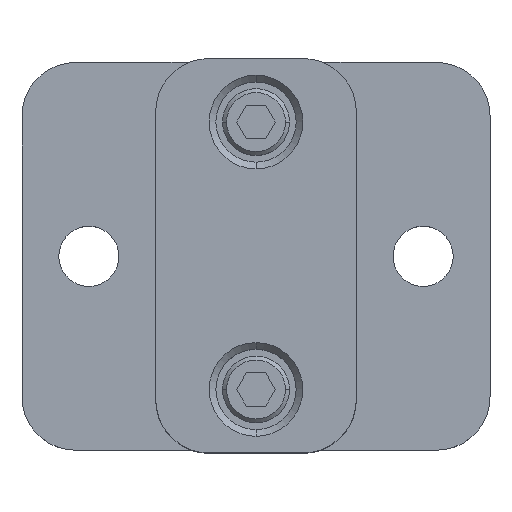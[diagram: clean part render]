
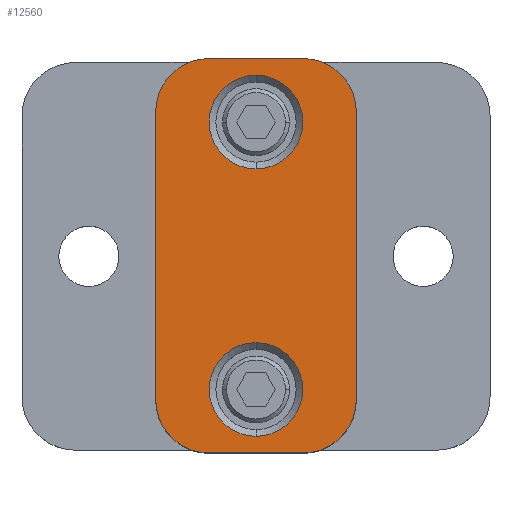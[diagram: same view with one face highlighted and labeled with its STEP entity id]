
A CAD part, top view. The second image highlights one B-rep face of the part: STEP entity #12560.
In plain terms, the highlighted face is planar.
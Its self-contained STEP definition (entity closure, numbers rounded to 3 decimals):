
#9570=CARTESIAN_POINT('',(1.5,0.,15.));
#9580=VERTEX_POINT('',#9570);
#9610=CARTESIAN_POINT('',(1.5,0.,15.));
#9620=DIRECTION('',(-1.,0.,0.));
#9630=VECTOR('',#9620,1.);
#9640=LINE('',#9610,#9630);
#9650=CARTESIAN_POINT('',(-41.5,0.,15.));
#9660=VERTEX_POINT('',#9650);
#9670=EDGE_CURVE('',#9580,#9660,#9640,.T.);
#9890=CARTESIAN_POINT('',(9.5,0.,7.));
#9900=VERTEX_POINT('',#9890);
#9930=CARTESIAN_POINT('',(1.5,0.,7.));
#9940=DIRECTION('',(0.,-1.,0.));
#9950=DIRECTION('',(1.,0.,0.));
#9960=AXIS2_PLACEMENT_3D('',#9930,#9940,#9950);
#9970=CIRCLE('',#9960,8.);
#9980=EDGE_CURVE('',#9900,#9580,#9970,.T.);
#10140=CARTESIAN_POINT('',(9.5,0.,-7.));
#10150=VERTEX_POINT('',#10140);
#10180=CARTESIAN_POINT('',(9.5,0.,-7.));
#10190=DIRECTION('',(0.,0.,1.));
#10200=VECTOR('',#10190,1.);
#10210=LINE('',#10180,#10200);
#10220=EDGE_CURVE('',#10150,#9900,#10210,.T.);
#10920=CARTESIAN_POINT('',(1.5,0.,-15.));
#10930=VERTEX_POINT('',#10920);
#10960=CARTESIAN_POINT('',(1.5,0.,-7.));
#10970=DIRECTION('',(0.,-1.,0.));
#10980=DIRECTION('',(0.,0.,-1.));
#10990=AXIS2_PLACEMENT_3D('',#10960,#10970,#10980);
#11000=CIRCLE('',#10990,8.);
#11010=EDGE_CURVE('',#10930,#10150,#11000,.T.);
#11180=CARTESIAN_POINT('',(-41.5,0.,-15.));
#11190=VERTEX_POINT('',#11180);
#11220=CARTESIAN_POINT('',(1.5,0.,-15.));
#11230=DIRECTION('',(-1.,0.,0.));
#11240=VECTOR('',#11230,1.);
#11250=LINE('',#11220,#11240);
#11260=EDGE_CURVE('',#10930,#11190,#11250,.T.);
#11430=CARTESIAN_POINT('',(-49.5,0.,-7.));
#11440=VERTEX_POINT('',#11430);
#11470=CARTESIAN_POINT('',(-41.5,0.,-7.));
#11480=DIRECTION('',(0.,-1.,0.));
#11490=DIRECTION('',(-1.,0.,0.));
#11500=AXIS2_PLACEMENT_3D('',#11470,#11480,#11490);
#11510=CIRCLE('',#11500,8.);
#11520=EDGE_CURVE('',#11440,#11190,#11510,.T.);
#11680=CARTESIAN_POINT('',(-49.5,0.,7.));
#11690=VERTEX_POINT('',#11680);
#11720=CARTESIAN_POINT('',(-49.5,0.,-7.));
#11730=DIRECTION('',(0.,0.,1.));
#11740=VECTOR('',#11730,1.);
#11750=LINE('',#11720,#11740);
#11760=EDGE_CURVE('',#11440,#11690,#11750,.T.);
#11890=CARTESIAN_POINT('',(-41.5,0.,7.));
#11900=DIRECTION('',(0.,-1.,0.));
#11910=DIRECTION('',(0.,0.,1.));
#11920=AXIS2_PLACEMENT_3D('',#11890,#11900,#11910);
#11930=CIRCLE('',#11920,8.);
#11940=EDGE_CURVE('',#9660,#11690,#11930,.T.);
#12010=CARTESIAN_POINT('',(-20.,0.,0.));
#12020=DIRECTION('',(-0.,1.,0.));
#12030=DIRECTION('',(1.,0.,0.));
#12040=AXIS2_PLACEMENT_3D('',#12010,#12020,#12030);
#12050=PLANE('',#12040);
#12060=ORIENTED_EDGE('',*,*,#9980,.T.);
#12070=ORIENTED_EDGE('',*,*,#10220,.T.);
#12080=ORIENTED_EDGE('',*,*,#11010,.T.);
#12090=ORIENTED_EDGE('',*,*,#11260,.F.);
#12100=ORIENTED_EDGE('',*,*,#11520,.T.);
#12110=ORIENTED_EDGE('',*,*,#11760,.F.);
#12120=ORIENTED_EDGE('',*,*,#11940,.T.);
#12130=ORIENTED_EDGE('',*,*,#9670,.T.);
#12140=EDGE_LOOP('',(#12130,#12120,#12110,#12100,#12090,#12080,#12070,
#12060));
#12150=FACE_OUTER_BOUND('',#12140,.T.);
#12160=CARTESIAN_POINT('',(-40.,0.,0.));
#12170=DIRECTION('',(0.,1.,0.));
#12180=DIRECTION('',(1.,0.,0.));
#12190=AXIS2_PLACEMENT_3D('',#12160,#12170,#12180);
#12200=CIRCLE('',#12190,7.);
#12210=CARTESIAN_POINT('',(-33.,0.,0.));
#12220=VERTEX_POINT('',#12210);
#12230=CARTESIAN_POINT('',(-47.,0.,
0.));
#12240=VERTEX_POINT('',#12230);
#12250=EDGE_CURVE('',#12220,#12240,#12200,.T.);
#12260=ORIENTED_EDGE('',*,*,#12250,.T.);
#12270=CARTESIAN_POINT('',(-40.,0.,0.));
#12280=DIRECTION('',(0.,1.,0.));
#12290=DIRECTION('',(-1.,0.,0.));
#12300=AXIS2_PLACEMENT_3D('',#12270,#12280,#12290);
#12310=CIRCLE('',#12300,7.);
#12320=EDGE_CURVE('',#12240,#12220,#12310,.T.);
#12330=ORIENTED_EDGE('',*,*,#12320,.T.);
#12340=EDGE_LOOP('',(#12330,#12260));
#12350=FACE_BOUND('',#12340,.T.);
#12360=CARTESIAN_POINT('',(0.,0.,0.));
#12370=DIRECTION('',(0.,1.,0.));
#12380=DIRECTION('',(1.,0.,0.));
#12390=AXIS2_PLACEMENT_3D('',#12360,#12370,#12380);
#12400=CIRCLE('',#12390,7.);
#12410=CARTESIAN_POINT('',(7.,0.,0.
));
#12420=VERTEX_POINT('',#12410);
#12430=CARTESIAN_POINT('',(-7.,0.,0.
));
#12440=VERTEX_POINT('',#12430);
#12450=EDGE_CURVE('',#12420,#12440,#12400,.T.);
#12460=ORIENTED_EDGE('',*,*,#12450,.T.);
#12470=CARTESIAN_POINT('',(0.,0.,0.));
#12480=DIRECTION('',(0.,1.,0.));
#12490=DIRECTION('',(-1.,0.,0.));
#12500=AXIS2_PLACEMENT_3D('',#12470,#12480,#12490);
#12510=CIRCLE('',#12500,7.);
#12520=EDGE_CURVE('',#12440,#12420,#12510,.T.);
#12530=ORIENTED_EDGE('',*,*,#12520,.T.);
#12540=EDGE_LOOP('',(#12530,#12460));
#12550=FACE_BOUND('',#12540,.T.);
#12560=ADVANCED_FACE('',(#12150,#12350,#12550),#12050,.F.);
